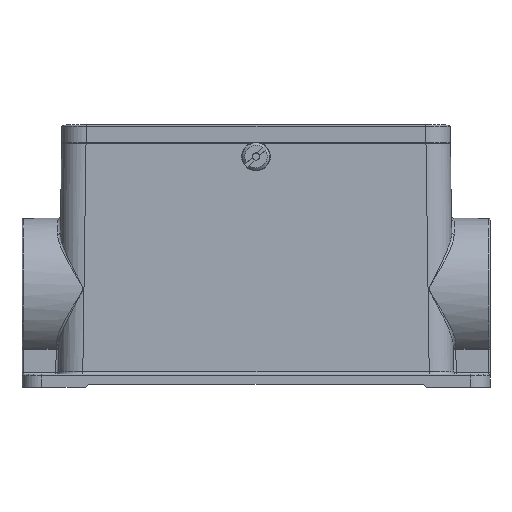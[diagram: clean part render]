
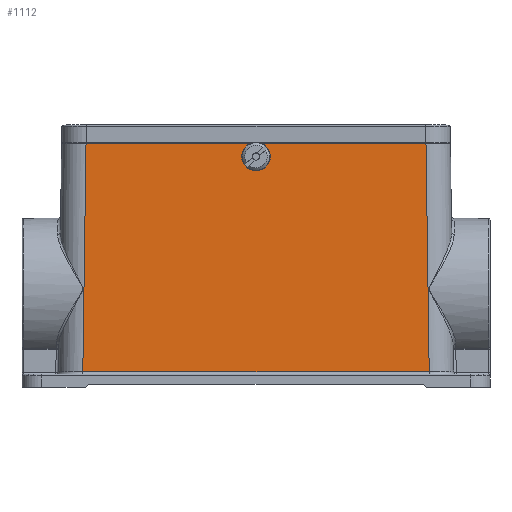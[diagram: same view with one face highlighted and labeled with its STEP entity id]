
A CAD part, front view. The second image highlights one B-rep face of the part: STEP entity #1112.
In plain terms, the highlighted planar face has unit normal (0, -1, 0.011).
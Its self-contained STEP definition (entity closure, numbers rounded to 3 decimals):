
#998=ELLIPSE('',#10242,2.685,2.685);
#1112=ADVANCED_FACE('',(#1551,#1552),#1429,.T.);
#1429=PLANE('',#10243);
#1551=FACE_BOUND('',#1704,.T.);
#1552=FACE_BOUND('',#1705,.T.);
#1704=EDGE_LOOP('',(#2243,#2244,#2245,#2246));
#1705=EDGE_LOOP('',(#2247,#2248,#2249,#2250));
#2243=ORIENTED_EDGE('',*,*,#4255,.T.);
#2244=ORIENTED_EDGE('',*,*,#4256,.F.);
#2245=ORIENTED_EDGE('',*,*,#4257,.T.);
#2246=ORIENTED_EDGE('',*,*,#4258,.T.);
#2247=ORIENTED_EDGE('',*,*,#4259,.T.);
#2248=ORIENTED_EDGE('',*,*,#4260,.T.);
#2249=ORIENTED_EDGE('',*,*,#4261,.T.);
#2250=ORIENTED_EDGE('',*,*,#4262,.T.);
#3722=VERTEX_POINT('',#15069);
#3723=VERTEX_POINT('',#15070);
#3724=VERTEX_POINT('',#15072);
#3725=VERTEX_POINT('',#15074);
#3726=VERTEX_POINT('',#15077);
#3727=VERTEX_POINT('',#15078);
#3728=VERTEX_POINT('',#15080);
#3729=VERTEX_POINT('',#15111);
#4255=EDGE_CURVE('',#3722,#3723,#7714,.T.);
#4256=EDGE_CURVE('',#3724,#3723,#7715,.T.);
#4257=EDGE_CURVE('',#3724,#3725,#7716,.T.);
#4258=EDGE_CURVE('',#3725,#3722,#7717,.T.);
#4259=EDGE_CURVE('',#3726,#3727,#998,.T.);
#4260=EDGE_CURVE('',#3727,#3728,#7718,.T.);
#4261=EDGE_CURVE('',#3728,#3729,#5388,.T.);
#4262=EDGE_CURVE('',#3729,#3726,#7719,.T.);
#5388=B_SPLINE_CURVE_WITH_KNOTS('',3,(#15081,#15082,#15083,#15084,#15085,
#15086,#15087,#15088,#15089,#15090,#15091,#15092,#15093,#15094,#15095,#15096,
#15097,#15098,#15099,#15100,#15101,#15102,#15103,#15104,#15105,#15106,#15107,
#15108,#15109,#15110),.UNSPECIFIED.,.F.,.F.,(4,2,2,2,2,2,2,2,2,2,2,2,2,
2,4),(0.,0.008,0.016,0.031,0.063,
0.125,0.25,0.5,0.75,0.875,0.938,0.969,0.984,0.992,1.),
 .UNSPECIFIED.);
#7714=LINE('',#15068,#8355);
#7715=LINE('',#15071,#8356);
#7716=LINE('',#15073,#8357);
#7717=LINE('',#15075,#8358);
#7718=LINE('',#15079,#8359);
#7719=LINE('',#15112,#8360);
#8355=VECTOR('',#11242,1.);
#8356=VECTOR('',#11243,1.);
#8357=VECTOR('',#11244,1.);
#8358=VECTOR('',#11245,1.);
#8359=VECTOR('',#11248,1.);
#8360=VECTOR('',#11249,1.);
#10242=AXIS2_PLACEMENT_3D('',#15076,#11246,#11247);
#10243=AXIS2_PLACEMENT_3D('',#15113,#11250,#11251);
#11242=DIRECTION('',(-0.014,0.011,1.));
#11243=DIRECTION('',(1.,0.,0.));
#11244=DIRECTION('',(-0.014,-0.011,-1.));
#11245=DIRECTION('',(1.,0.,0.));
#11246=DIRECTION('',(0.,1.,-0.011));
#11247=DIRECTION('',(0.,-0.011,-1.));
#11248=DIRECTION('',(1.,0.,0.));
#11249=DIRECTION('',(1.,0.,0.));
#11250=DIRECTION('',(0.,-1.,0.011));
#11251=DIRECTION('',(1.,0.,0.));
#15068=CARTESIAN_POINT('',(52.302,-21.501,5.594));
#15069=CARTESIAN_POINT('',(53.289,-22.291,-64.459));
#15070=CARTESIAN_POINT('',(52.3,-21.5,5.7));
#15071=CARTESIAN_POINT('',(59.8,-21.5,5.7));
#15072=CARTESIAN_POINT('',(-52.3,-21.5,5.7));
#15073=CARTESIAN_POINT('',(-53.302,-22.301,-65.356));
#15074=CARTESIAN_POINT('',(-53.289,-22.291,-64.459));
#15075=CARTESIAN_POINT('',(0.,-22.291,-64.459));
#15076=CARTESIAN_POINT('',(0.,-21.545,1.75));
#15077=CARTESIAN_POINT('',(2.685,-21.545,1.75));
#15078=CARTESIAN_POINT('',(-2.685,-21.545,1.75));
#15079=CARTESIAN_POINT('',(0.,-21.545,1.75));
#15080=CARTESIAN_POINT('',(-2.,-21.545,1.75));
#15081=CARTESIAN_POINT('',(-2.,-21.545,1.75));
#15082=CARTESIAN_POINT('',(-1.984,-21.545,1.75));
#15083=CARTESIAN_POINT('',(-1.984,-21.544,1.776));
#15084=CARTESIAN_POINT('',(-1.976,-21.544,1.807));
#15085=CARTESIAN_POINT('',(-1.973,-21.544,1.822));
#15086=CARTESIAN_POINT('',(-1.964,-21.543,1.868));
#15087=CARTESIAN_POINT('',(-1.958,-21.543,1.899));
#15088=CARTESIAN_POINT('',(-1.939,-21.542,1.991));
#15089=CARTESIAN_POINT('',(-1.925,-21.541,2.052));
#15090=CARTESIAN_POINT('',(-1.876,-21.539,2.233));
#15091=CARTESIAN_POINT('',(-1.834,-21.538,2.352));
#15092=CARTESIAN_POINT('',(-1.677,-21.534,2.693));
#15093=CARTESIAN_POINT('',(-1.531,-21.532,2.9));
#15094=CARTESIAN_POINT('',(-0.996,-21.526,3.418));
#15095=CARTESIAN_POINT('',(-0.506,-21.523,3.621));
#15096=CARTESIAN_POINT('',(0.499,-21.523,3.623));
#15097=CARTESIAN_POINT('',(0.988,-21.526,3.423));
#15098=CARTESIAN_POINT('',(1.529,-21.532,2.902));
#15099=CARTESIAN_POINT('',(1.676,-21.534,2.694));
#15100=CARTESIAN_POINT('',(1.834,-21.538,2.352));
#15101=CARTESIAN_POINT('',(1.876,-21.539,2.234));
#15102=CARTESIAN_POINT('',(1.925,-21.541,2.052));
#15103=CARTESIAN_POINT('',(1.939,-21.542,1.991));
#15104=CARTESIAN_POINT('',(1.958,-21.543,1.899));
#15105=CARTESIAN_POINT('',(1.964,-21.543,1.868));
#15106=CARTESIAN_POINT('',(1.973,-21.544,1.822));
#15107=CARTESIAN_POINT('',(1.976,-21.544,1.806));
#15108=CARTESIAN_POINT('',(1.984,-21.544,1.776));
#15109=CARTESIAN_POINT('',(1.984,-21.545,1.75));
#15110=CARTESIAN_POINT('',(2.,-21.545,1.75));
#15111=CARTESIAN_POINT('',(2.,-21.545,1.75));
#15112=CARTESIAN_POINT('',(0.,-21.545,1.75));
#15113=CARTESIAN_POINT('',(0.,-22.3,-65.25));
